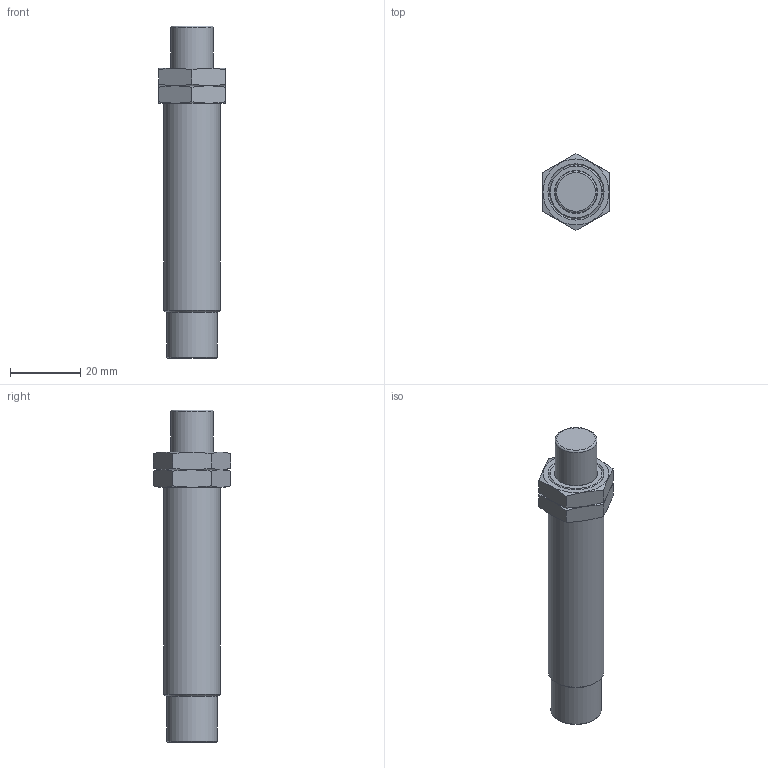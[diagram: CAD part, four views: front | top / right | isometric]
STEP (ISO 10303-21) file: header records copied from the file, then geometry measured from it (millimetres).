
FILE_DESCRIPTION(/* description */ ('STEP AP214'),/* implementation_level */ '2;1');
FILE_NAME(/* name */ '8069004_DYSS-12-12-Y1F',/* time_stamp */ '2024-08-21T00:15:45+02:00',/* author */ ('License CC BY-ND 4.0'),/* organization */ ('CADENAS'),/* preprocessor_version */ 'ST-DEVELOPER v19.3',/* originating_system */ 'PARTsolutions',/* authorisation */ ' ');
FILE_SCHEMA (('AUTOMOTIVE_DESIGN {1 0 10303 214 3 1 1}'));
Length unit declared in the file: millimetre
Products named in the file (3): 8069004 DYSS-12-12-Y1F---(1_0_5_0); 4646948 DYSS-12-12-Y1F---(1_0_5); 348988 SPZ-25-P-A M16X1-5-19
Assembly tree (3 placements, depth 2):
  8069004 DYSS-12-12-Y1F---(1_0_5_0)
    4646948 DYSS-12-12-Y1F---(1_0_5)
    348988 SPZ-25-P-A M16X1-5-19  x2
Bounding box: 19 x 21.94 x 94.5 mm (x, y, z)
Volume: 17451.3 mm3; surface area: 7626.9 mm2
Topology: 3 solids, 3 shells, 52 faces, 109 edges, 70 vertices
Faces by surface type: plane 31, cone 11, cylinder 9, torus 1
Full cylindrical faces by diameter (mm): 5 x1, 11.9 x1, 12 x1, 12.2 x1, 12.7 x1, 14.5 x1, 14.917 x2, 16 x1
Entity records: 1021 total; most frequent: CARTESIAN_POINT 199, DIRECTION 158, ORIENTED_EDGE 120, AXIS2_PLACEMENT_3D 67, EDGE_LOOP 64, FACE_BOUND 64, EDGE_CURVE 60, VERTEX_POINT 48
